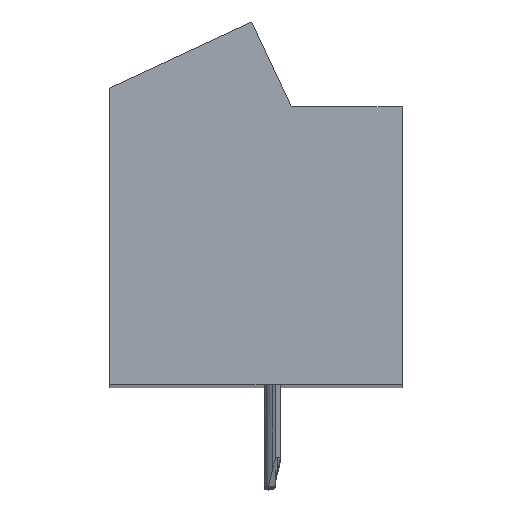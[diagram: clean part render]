
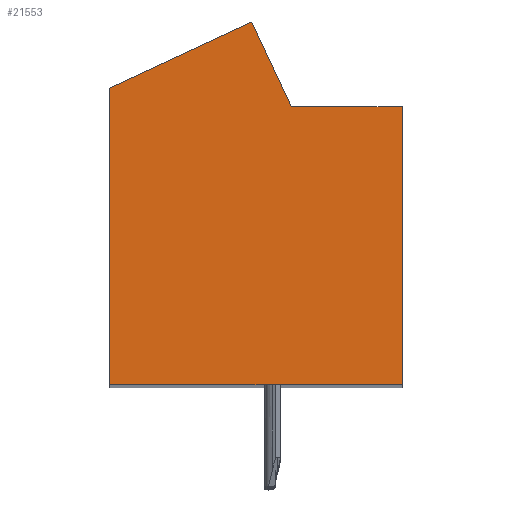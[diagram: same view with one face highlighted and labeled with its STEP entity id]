
A CAD part, top view. The second image highlights one B-rep face of the part: STEP entity #21553.
In plain terms, the highlighted planar face has unit normal (0, 0, 1).
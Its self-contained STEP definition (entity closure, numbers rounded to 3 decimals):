
#7585=DIRECTION('',(-1.,0.,0.));
#7586=VECTOR('',#7585,3.79);
#7587=CARTESIAN_POINT('',(5.002,3.3,61.25));
#7588=LINE('',#7587,#7586);
#7589=DIRECTION('',(0.,1.,0.));
#7590=VECTOR('',#7589,9.5);
#7591=CARTESIAN_POINT('',(5.002,-6.2,61.25));
#7592=LINE('',#7591,#7590);
#7593=DIRECTION('',(1.,0.,0.));
#7594=VECTOR('',#7593,10.);
#7595=CARTESIAN_POINT('',(-4.998,-6.2,61.25));
#7596=LINE('',#7595,#7594);
#7597=DIRECTION('',(0.,-1.,0.));
#7598=VECTOR('',#7597,10.135);
#7599=CARTESIAN_POINT('',(-4.998,3.935,61.25));
#7600=LINE('',#7599,#7598);
#7601=DIRECTION('',(-0.906,-0.423,0.));
#7602=VECTOR('',#7601,5.36);
#7603=CARTESIAN_POINT('',(-0.14,6.2,61.25));
#7604=LINE('',#7603,#7602);
#7605=DIRECTION('',(-0.423,0.906,0.));
#7606=VECTOR('',#7605,3.2);
#7607=CARTESIAN_POINT('',(1.212,3.3,61.25));
#7608=LINE('',#7607,#7606);
#9331=CARTESIAN_POINT('',(5.002,3.3,61.25));
#9332=CARTESIAN_POINT('',(1.212,3.3,61.25));
#9333=VERTEX_POINT('',#9331);
#9334=VERTEX_POINT('',#9332);
#9335=CARTESIAN_POINT('',(-0.14,6.2,61.25));
#9336=VERTEX_POINT('',#9335);
#9337=CARTESIAN_POINT('',(-4.998,3.935,61.25));
#9338=VERTEX_POINT('',#9337);
#9339=CARTESIAN_POINT('',(-4.998,-6.2,61.25));
#9340=VERTEX_POINT('',#9339);
#9341=CARTESIAN_POINT('',(5.002,-6.2,61.25));
#9342=VERTEX_POINT('',#9341);
#21540=CARTESIAN_POINT('',(0.,0.,61.25));
#21541=DIRECTION('',(0.,0.,1.));
#21542=DIRECTION('',(1.,0.,0.));
#21543=AXIS2_PLACEMENT_3D('',#21540,#21541,#21542);
#21544=PLANE('',#21543);
#21545=ORIENTED_EDGE('',*,*,#11924,.F.);
#21546=ORIENTED_EDGE('',*,*,#11939,.F.);
#21547=ORIENTED_EDGE('',*,*,#11953,.F.);
#21548=ORIENTED_EDGE('',*,*,#12294,.F.);
#21549=ORIENTED_EDGE('',*,*,#13070,.F.);
#21550=ORIENTED_EDGE('',*,*,#21534,.F.);
#21551=EDGE_LOOP('',(#21545,#21546,#21547,#21548,#21549,#21550));
#21552=FACE_OUTER_BOUND('',#21551,.F.);
#11924=EDGE_CURVE('',#9333,#9334,#7588,.T.);
#11939=EDGE_CURVE('',#9342,#9333,#7592,.T.);
#11953=EDGE_CURVE('',#9340,#9342,#7596,.T.);
#12294=EDGE_CURVE('',#9338,#9340,#7600,.T.);
#13070=EDGE_CURVE('',#9336,#9338,#7604,.T.);
#21534=EDGE_CURVE('',#9334,#9336,#7608,.T.);
#21553=ADVANCED_FACE('',(#21552),#21544,.T.);
